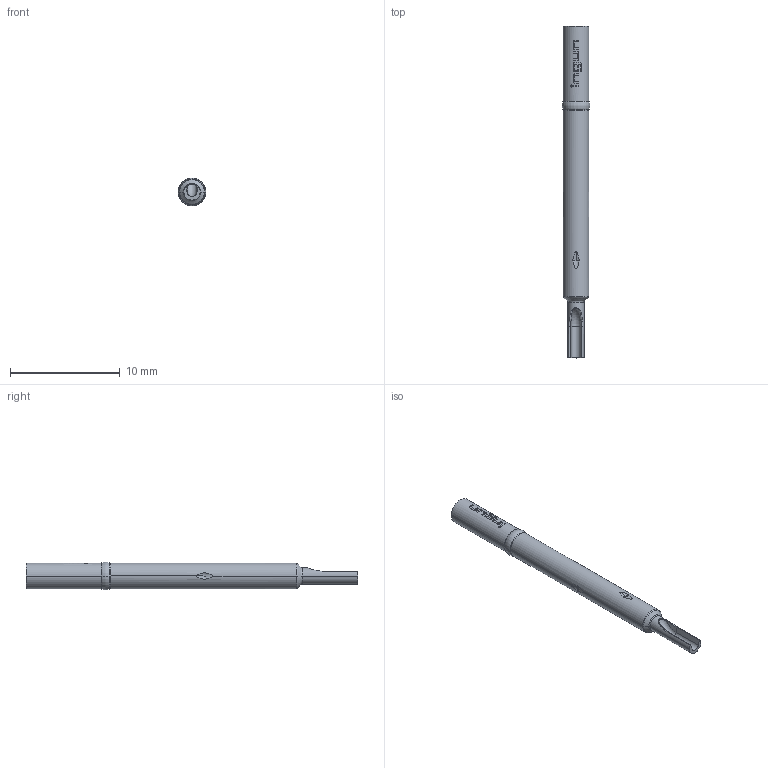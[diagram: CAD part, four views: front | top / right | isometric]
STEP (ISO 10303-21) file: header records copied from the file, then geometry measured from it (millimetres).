
FILE_DESCRIPTION (( 'STEP AP203' ), '1' );
FILE_NAME ('INGUN_KS-003_30_G.STEP', '2022-02-09T05:07:03', ( 'ochi' ), ( '' ), 'SwSTEP 2.0', 'SolidWorks 2018', '' );
FILE_SCHEMA (( 'CONFIG_CONTROL_DESIGN' ));
Length unit declared in the file: millimetre
Products named in the file (1): INGUN_KS-003_30_G
Bounding box: 2.53 x 30.23 x 2.52 mm (x, y, z)
Volume: 114.5 mm3; surface area: 220.2 mm2
Topology: 1 solids, 1 shells, 119 faces, 299 edges, 190 vertices
Faces by surface type: plane 44, bspline 25, torus 19, cone 16, cylinder 15
Entity records: 4140 total; most frequent: CARTESIAN_POINT 1428, ORIENTED_EDGE 598, DIRECTION 476, EDGE_CURVE 299, AXIS2_PLACEMENT_3D 196, VERTEX_POINT 190, EDGE_LOOP 127, ADVANCED_FACE 119
